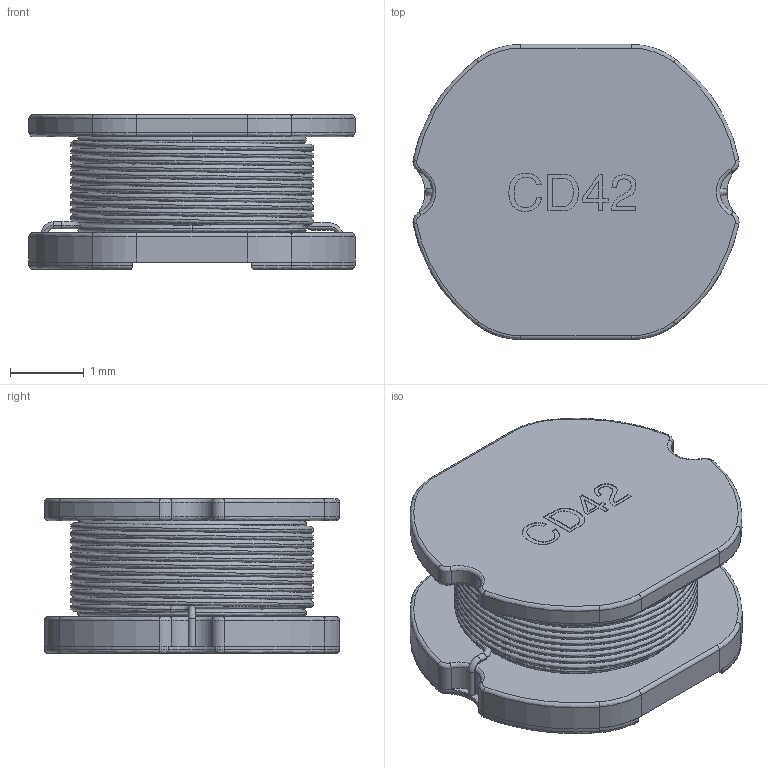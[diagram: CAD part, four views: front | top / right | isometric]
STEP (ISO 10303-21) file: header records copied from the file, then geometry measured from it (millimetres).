
FILE_DESCRIPTION (( 'STEP AP214' ), '1' );
FILE_NAME ('11.STEP', '2017-05-26T07:58:16', ( 'Charjie' ), ( 'Microsoft' ), 'SwSTEP 2.0', 'SolidWorks 2014', '' );
FILE_SCHEMA (( 'AUTOMOTIVE_DESIGN' ));
Length unit declared in the file: millimetre
Products named in the file (4): CD42; 11; CD43_2
Assembly tree (3 placements, depth 4):
  11
    CD43_2
      CD42
        CD42
Bounding box: 4.42 x 4 x 2.1 mm (x, y, z)
Volume: 21.8 mm3; surface area: 129 mm2
Topology: 5 solids, 5 shells, 245 faces, 559 edges, 332 vertices
Faces by surface type: bspline 142, plane 53, cylinder 50
Entity records: 15157 total; most frequent: CARTESIAN_POINT 7472, ORIENTED_EDGE 1118, DIRECTION 909, EDGE_CURVE 559, AXIS2_PLACEMENT_3D 365, VERTEX_POINT 332, EDGE_LOOP 255, UNCERTAINTY_MEASURE_WITH_UNIT 255
